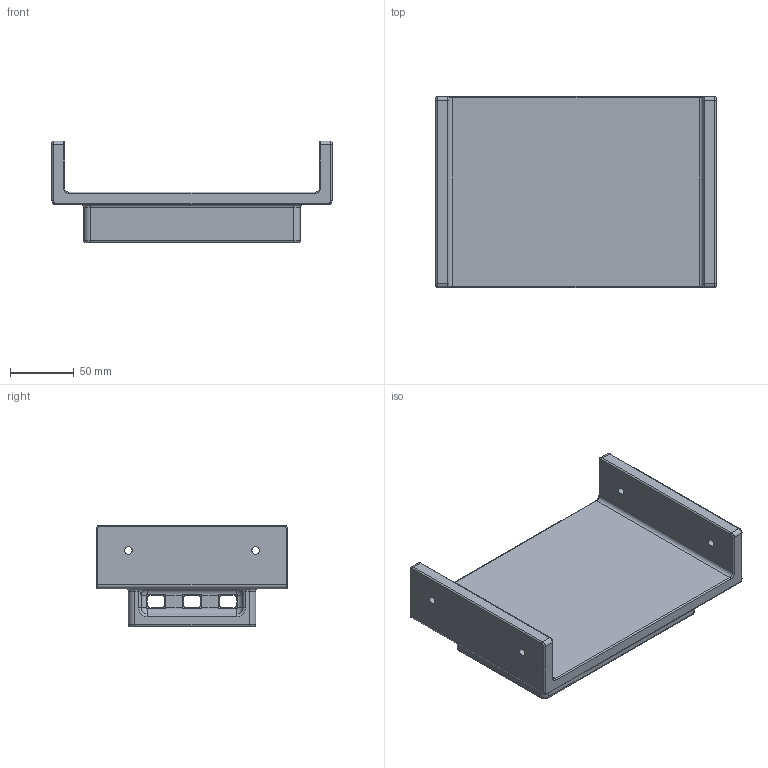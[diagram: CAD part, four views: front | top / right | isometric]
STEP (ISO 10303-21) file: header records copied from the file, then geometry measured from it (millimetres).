
FILE_DESCRIPTION((''),'2;1');
FILE_NAME('CARTERFIXATIONBATTERIE','2025-12-12T14:05:44',('coren'),(''),'CREO PARAMETRIC BY PTC INC, 2022164','CREO PARAMETRIC BY PTC INC, 2022164','');
FILE_SCHEMA(('CONFIG_CONTROL_DESIGN'));
Length unit declared in the file: millimetre
Products named in the file (1): CARTERFIXATIONBATTERIE
Bounding box: 220 x 150 x 80 mm (x, y, z)
Volume: 702068.1 mm3; surface area: 143539.9 mm2
Topology: 1 solids, 1 shells, 212 faces, 484 edges, 272 vertices
Faces by surface type: cylinder 92, torus 54, plane 32, bspline 26, sphere 8
Entity records: 8184 total; most frequent: CARTESIAN_POINT 3406, DIRECTION 1060, ORIENTED_EDGE 968, EDGE_CURVE 484, AXIS2_PLACEMENT_3D 442, VERTEX_POINT 272, CIRCLE 256, EDGE_LOOP 224
